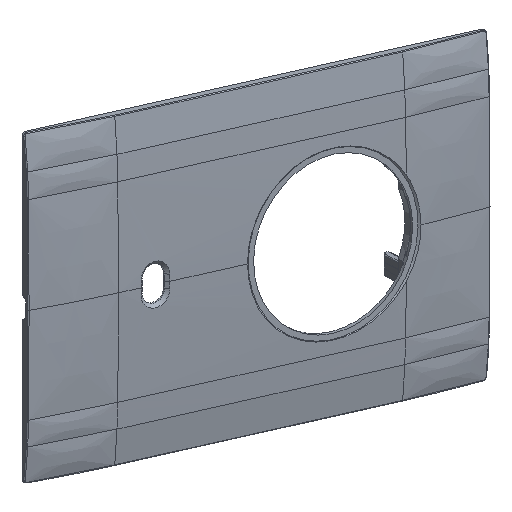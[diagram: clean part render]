
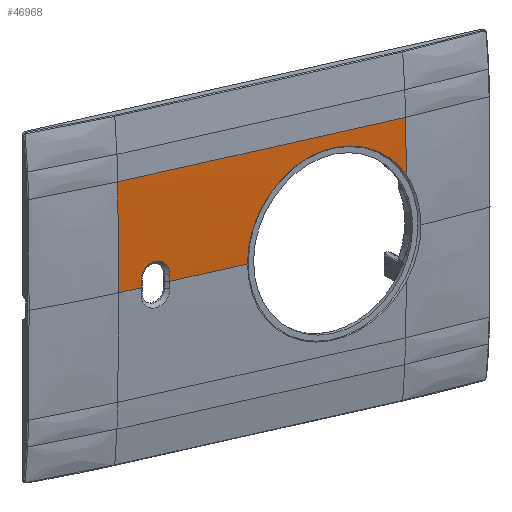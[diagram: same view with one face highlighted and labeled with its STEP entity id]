
A CAD part, top view. The second image highlights one B-rep face of the part: STEP entity #46968.
In plain terms, the highlighted cylindrical face has radius 801.109 mm (diameter 1602.22 mm), a partial arc.
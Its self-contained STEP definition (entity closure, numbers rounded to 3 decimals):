
#980=CARTESIAN_POINT('Vertex',(-45.25,30.797,3.908)) ;
#983=CARTESIAN_POINT('Line Origine',(22.625,30.797,3.908)) ;
#987=CARTESIAN_POINT('Vertex',(45.25,30.797,3.908)) ;
#1280=CARTESIAN_POINT('Vertex',(45.25,14.84,4.363)) ;
#1320=CARTESIAN_POINT('Control Point',(45.25,30.797,3.908)) ;
#1321=CARTESIAN_POINT('Control Point',(45.25,27.607,4.031)) ;
#1322=CARTESIAN_POINT('Control Point',(45.25,24.416,4.137)) ;
#1323=CARTESIAN_POINT('Control Point',(45.25,21.224,4.228)) ;
#1324=CARTESIAN_POINT('Control Point',(45.25,18.033,4.303)) ;
#1325=CARTESIAN_POINT('Control Point',(45.25,14.84,4.363)) ;
#9131=CARTESIAN_POINT('Vertex',(-45.25,0.,4.5)) ;
#9137=CARTESIAN_POINT('Control Point',(-45.25,30.797,3.908)) ;
#9138=CARTESIAN_POINT('Control Point',(-45.25,24.641,4.145)) ;
#9139=CARTESIAN_POINT('Control Point',(-45.25,18.482,4.322)) ;
#9140=CARTESIAN_POINT('Control Point',(-45.25,12.322,4.441)) ;
#9141=CARTESIAN_POINT('Control Point',(-45.25,6.161,4.5)) ;
#9142=CARTESIAN_POINT('Control Point',(-45.25,0.,4.5)) ;
#46810=CARTESIAN_POINT('Control Point',(-4.8,0.,4.5)) ;
#46811=CARTESIAN_POINT('Control Point',(-4.8,4.05,4.5)) ;
#46812=CARTESIAN_POINT('Control Point',(-4.023,8.1,4.474)) ;
#46813=CARTESIAN_POINT('Control Point',(-2.469,11.946,4.423)) ;
#46814=CARTESIAN_POINT('Control Point',(0.902,17.145,4.324)) ;
#46815=CARTESIAN_POINT('Control Point',(5.503,21.157,4.222)) ;
#46816=CARTESIAN_POINT('Control Point',(7.174,22.357,4.189)) ;
#46817=CARTESIAN_POINT('Control Point',(13.124,25.837,4.088)) ;
#46818=CARTESIAN_POINT('Control Point',(19.965,27.373,4.032)) ;
#46819=CARTESIAN_POINT('Control Point',(24.926,27.383,4.031)) ;
#46820=CARTESIAN_POINT('Control Point',(32.683,25.672,4.094)) ;
#46821=CARTESIAN_POINT('Control Point',(39.305,21.463,4.215)) ;
#46822=CARTESIAN_POINT('Control Point',(41.594,19.528,4.266)) ;
#46823=CARTESIAN_POINT('Control Point',(43.591,17.3,4.317)) ;
#46824=CARTESIAN_POINT('Control Point',(45.25,14.84,4.363)) ;
#46825=CARTESIAN_POINT('Vertex',(-4.8,0.,4.5)) ;
#46907=CARTESIAN_POINT('Axis2P3D Location',(22.625,0.,-796.608)) ;
#46912=CARTESIAN_POINT('Line Origine',(22.625,0.,4.5)) ;
#46916=CARTESIAN_POINT('Vertex',(-29.25,0.,4.5)) ;
#46919=CARTESIAN_POINT('Line Origine',(22.625,0.,4.5)) ;
#46923=CARTESIAN_POINT('Vertex',(-38.25,0.,4.5)) ;
#46926=CARTESIAN_POINT('Axis2P3D Location',(-38.25,0.,-796.608)) ;
#46930=CARTESIAN_POINT('Vertex',(-38.25,2.003,4.497)) ;
#46934=CARTESIAN_POINT('Control Point',(-29.25,2.002,4.497)) ;
#46935=CARTESIAN_POINT('Control Point',(-29.25,2.621,4.496)) ;
#46936=CARTESIAN_POINT('Control Point',(-29.357,3.24,4.494)) ;
#46937=CARTESIAN_POINT('Control Point',(-29.57,3.835,4.491)) ;
#46938=CARTESIAN_POINT('Control Point',(-30.281,5.081,4.484)) ;
#46939=CARTESIAN_POINT('Control Point',(-31.419,5.974,4.478)) ;
#46940=CARTESIAN_POINT('Control Point',(-32.162,6.325,4.475)) ;
#46941=CARTESIAN_POINT('Control Point',(-33.75,6.675,4.472)) ;
#46942=CARTESIAN_POINT('Control Point',(-35.338,6.325,4.475)) ;
#46943=CARTESIAN_POINT('Control Point',(-36.081,5.974,4.478)) ;
#46944=CARTESIAN_POINT('Control Point',(-37.219,5.081,4.484)) ;
#46945=CARTESIAN_POINT('Control Point',(-37.93,3.835,4.491)) ;
#46946=CARTESIAN_POINT('Control Point',(-38.143,3.24,4.494)) ;
#46947=CARTESIAN_POINT('Control Point',(-38.25,2.621,4.496)) ;
#46948=CARTESIAN_POINT('Control Point',(-38.25,2.003,4.497)) ;
#46949=CARTESIAN_POINT('Vertex',(-29.25,2.003,4.497)) ;
#46952=CARTESIAN_POINT('Axis2P3D Location',(-29.25,0.,-796.608)) ;
#984=DIRECTION('Vector Direction',(1.,0.,0.)) ;
#46908=DIRECTION('Axis2P3D Direction',(1.,0.,0.)) ;
#46909=DIRECTION('Axis2P3D XDirection',(0.,0.038,0.999)) ;
#46913=DIRECTION('Vector Direction',(1.,0.,0.)) ;
#46920=DIRECTION('Vector Direction',(1.,0.,0.)) ;
#46927=DIRECTION('Axis2P3D Direction',(1.,0.,0.)) ;
#46953=DIRECTION('Axis2P3D Direction',(1.,0.,0.)) ;
#46910=AXIS2_PLACEMENT_3D('Cylinder Axis2P3D',#46907,#46908,#46909) ;
#46928=AXIS2_PLACEMENT_3D('Circle Axis2P3D',#46926,#46927,$) ;
#46954=AXIS2_PLACEMENT_3D('Circle Axis2P3D',#46952,#46953,$) ;
#46958=ORIENTED_EDGE('',*,*,#46918,.F.) ;
#46959=ORIENTED_EDGE('',*,*,#46827,.T.) ;
#46960=ORIENTED_EDGE('',*,*,#1326,.F.) ;
#46961=ORIENTED_EDGE('',*,*,#989,.T.) ;
#46962=ORIENTED_EDGE('',*,*,#9143,.T.) ;
#46963=ORIENTED_EDGE('',*,*,#46925,.F.) ;
#46964=ORIENTED_EDGE('',*,*,#46932,.F.) ;
#46965=ORIENTED_EDGE('',*,*,#46951,.F.) ;
#46966=ORIENTED_EDGE('',*,*,#46956,.F.) ;
#985=VECTOR('Line Direction',#984,1.) ;
#46914=VECTOR('Line Direction',#46913,1.) ;
#46921=VECTOR('Line Direction',#46920,1.) ;
#46968=ADVANCED_FACE('PartBody',(#46967),#46911,.T.) ;
#1319=B_SPLINE_CURVE_WITH_KNOTS('',5,(#1320,#1321,#1322,#1323,#1324,#1325),.UNSPECIFIED.,.F.,.U.,(6,6),(1227.534,1243.497),.UNSPECIFIED.) ;
#9136=B_SPLINE_CURVE_WITH_KNOTS('',5,(#9137,#9138,#9139,#9140,#9141,#9142),.UNSPECIFIED.,.F.,.U.,(6,6),(1227.534,1258.339),.UNSPECIFIED.) ;
#46809=B_SPLINE_CURVE_WITH_KNOTS('',5,(#46810,#46811,#46812,#46813,#46814,#46815,#46816,#46817,#46818,#46819,#46820,#46821,#46822,#46823,#46824),.UNSPECIFIED.,.F.,.U.,(6,3,3,3,6),(0.,28.754,43.358,77.792,98.914),.UNSPECIFIED.) ;
#46933=B_SPLINE_CURVE_WITH_KNOTS('',5,(#46934,#46935,#46936,#46937,#46938,#46939,#46940,#46941,#46942,#46943,#46944,#46945,#46946,#46947,#46948),.UNSPECIFIED.,.F.,.U.,(6,3,3,3,6),(8.957,12.876,17.91,22.944,26.862),.UNSPECIFIED.) ;
#46929=CIRCLE('generated circle',#46928,801.108) ;
#46955=CIRCLE('generated circle',#46954,801.108) ;
#46911=CYLINDRICAL_SURFACE('generated cylinder',#46910,801.108) ;
#989=EDGE_CURVE('',#988,#981,#986,.F.) ;
#1326=EDGE_CURVE('',#988,#1281,#1319,.T.) ;
#9143=EDGE_CURVE('',#981,#9132,#9136,.T.) ;
#46827=EDGE_CURVE('',#46826,#1281,#46809,.T.) ;
#46918=EDGE_CURVE('',#46826,#46917,#46915,.F.) ;
#46925=EDGE_CURVE('',#46924,#9132,#46922,.F.) ;
#46932=EDGE_CURVE('',#46931,#46924,#46929,.T.) ;
#46951=EDGE_CURVE('',#46950,#46931,#46933,.T.) ;
#46956=EDGE_CURVE('',#46917,#46950,#46955,.F.) ;
#46957=EDGE_LOOP('',(#46958,#46959,#46960,#46961,#46962,#46963,#46964,#46965,#46966)) ;
#46967=FACE_OUTER_BOUND('',#46957,.T.) ;
#986=LINE('Line',#983,#985) ;
#46915=LINE('Line',#46912,#46914) ;
#46922=LINE('Line',#46919,#46921) ;
#981=VERTEX_POINT('',#980) ;
#988=VERTEX_POINT('',#987) ;
#1281=VERTEX_POINT('',#1280) ;
#9132=VERTEX_POINT('',#9131) ;
#46826=VERTEX_POINT('',#46825) ;
#46917=VERTEX_POINT('',#46916) ;
#46924=VERTEX_POINT('',#46923) ;
#46931=VERTEX_POINT('',#46930) ;
#46950=VERTEX_POINT('',#46949) ;
